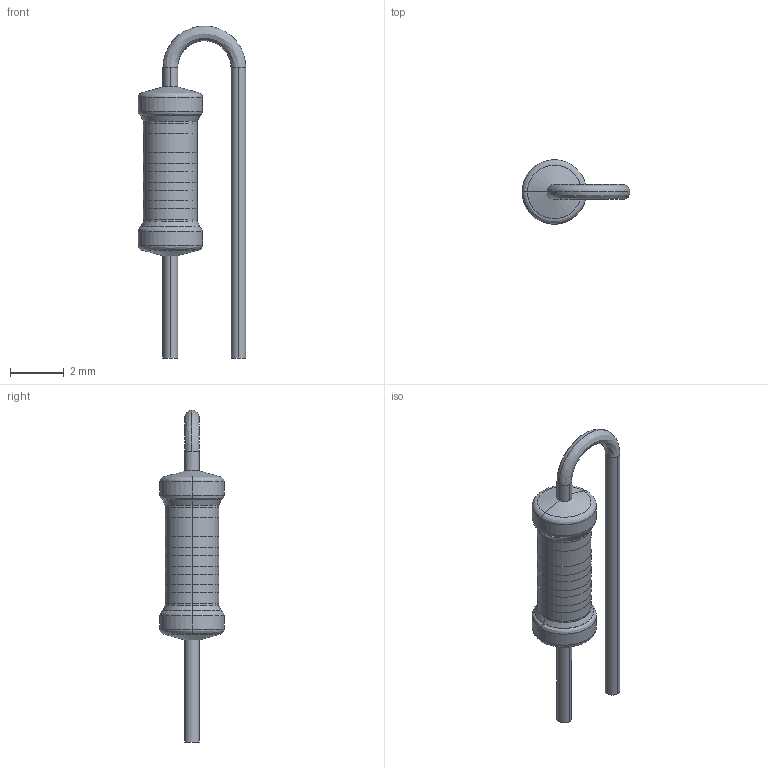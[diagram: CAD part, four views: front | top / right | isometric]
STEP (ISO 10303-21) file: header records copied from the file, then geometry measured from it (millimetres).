
FILE_DESCRIPTION (( 'STEP AP214' ), '1' );
FILE_NAME ('User Library-MFR-25 MFR50S (100mils).STEP', '2020-11-26T19:37:40', ( '' ), ( '' ), 'SwSTEP 2.0', 'SolidWorks 2020', '' );
FILE_SCHEMA (( 'AUTOMOTIVE_DESIGN' ));
Length unit declared in the file: millimetre
Products named in the file (8): Band4; Band3; User Library-MFR-25 MFR50S (100mils); Band5; Band1; Leads; Core; Band2
Assembly tree (7 placements, depth 2):
  User Library-MFR-25 MFR50S (100mils)
    Band1
    Leads
    Band4
    Band5
    Core
    Band2
    Band3
Bounding box: 4.01 x 2.4 x 12.38 mm (x, y, z)
Volume: 33.9 mm3; surface area: 137.9 mm2
Topology: 7 solids, 7 shells, 54 faces, 100 edges, 62 vertices
Faces by surface type: cylinder 20, plane 16, bspline 10, cone 8
Entity records: 2398 total; most frequent: CARTESIAN_POINT 376, DIRECTION 280, ORIENTED_EDGE 200, AXIS2_PLACEMENT_3D 126, EDGE_CURVE 100, UNCERTAINTY_MEASURE_WITH_UNIT 76, CIRCLE 72, PRESENTATION_STYLE_ASSIGNMENT 68
